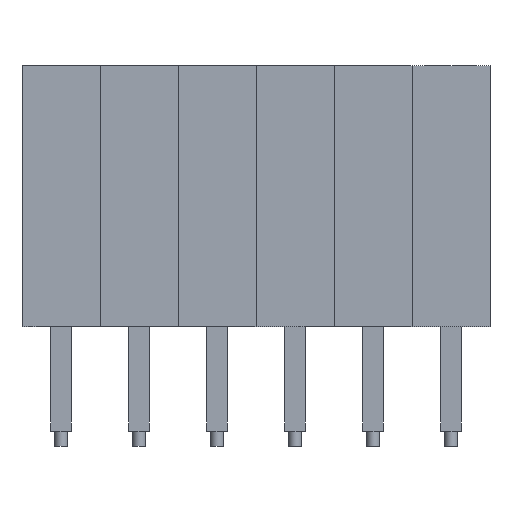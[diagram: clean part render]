
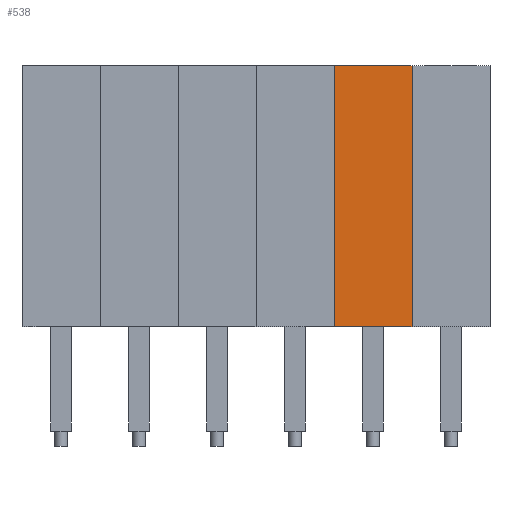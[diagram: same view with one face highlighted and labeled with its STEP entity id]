
A CAD part, front view. The second image highlights one B-rep face of the part: STEP entity #538.
In plain terms, the highlighted planar face has unit normal (0, -1, 0).
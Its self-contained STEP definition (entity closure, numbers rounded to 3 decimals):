
#538=ADVANCED_FACE('',(#755),#757,.T.);
#755=FACE_BOUND('',#756,.T.);
#756=EDGE_LOOP('',(#912,#913,#914,#915));
#757=PLANE('',#758);
#758=AXIS2_PLACEMENT_3D('',#759,#760,#761);
#759=CARTESIAN_POINT('',(0.,0.,0.));
#760=DIRECTION('',(0.,-1.,0.));
#761=DIRECTION('',(1.,0.,0.));
#912=ORIENTED_EDGE('',*,*,#1001,.T.);
#913=ORIENTED_EDGE('',*,*,#982,.T.);
#914=ORIENTED_EDGE('',*,*,#996,.F.);
#915=ORIENTED_EDGE('',*,*,#989,.F.);
#982=EDGE_CURVE('',#1064,#1062,#1065,.T.);
#989=EDGE_CURVE('',#1074,#1076,#1077,.T.);
#996=EDGE_CURVE('',#1076,#1062,#1086,.T.);
#1001=EDGE_CURVE('',#1074,#1064,#1095,.T.);
#1062=VERTEX_POINT('',#1218);
#1064=VERTEX_POINT('',#1222);
#1065=LINE('',#1223,#1224);
#1074=VERTEX_POINT('',#1244);
#1076=VERTEX_POINT('',#1248);
#1077=LINE('',#1249,#1250);
#1086=LINE('',#1272,#1273);
#1095=LINE('',#1291,#1292);
#1218=CARTESIAN_POINT('',(2.54,0.,8.5));
#1222=CARTESIAN_POINT('',(2.54,0.,0.));
#1223=CARTESIAN_POINT('',(2.54,0.,0.));
#1224=VECTOR('',#1225,1.);
#1225=DIRECTION('',(0.,0.,1.));
#1244=CARTESIAN_POINT('',(0.,0.,0.));
#1248=CARTESIAN_POINT('',(0.,0.,8.5));
#1249=CARTESIAN_POINT('',(0.,0.,0.));
#1250=VECTOR('',#1251,1.);
#1251=DIRECTION('',(0.,0.,1.));
#1272=CARTESIAN_POINT('',(0.,0.,8.5));
#1273=VECTOR('',#1274,1.);
#1274=DIRECTION('',(1.,0.,0.));
#1291=CARTESIAN_POINT('',(0.,0.,0.));
#1292=VECTOR('',#1293,1.);
#1293=DIRECTION('',(1.,0.,0.));
